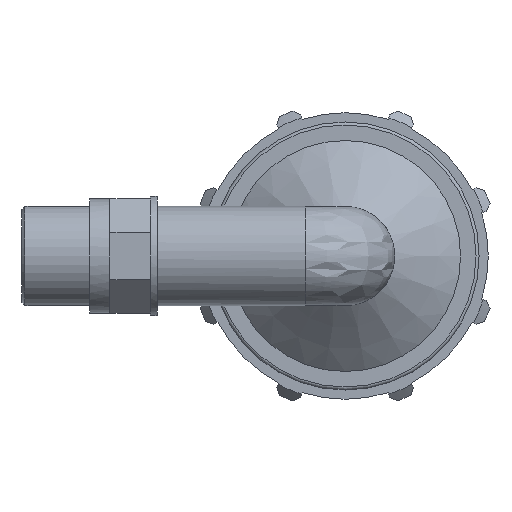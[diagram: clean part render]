
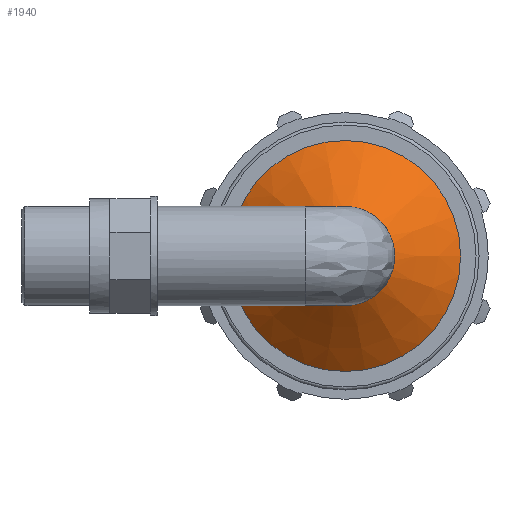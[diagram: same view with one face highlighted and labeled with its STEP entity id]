
A CAD part, left-side view. The second image highlights one B-rep face of the part: STEP entity #1940.
In plain terms, the highlighted conical face has half-angle 50 degrees and reference radius 21.985 mm.
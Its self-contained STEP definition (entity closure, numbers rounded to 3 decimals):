
#48=CONICAL_SURFACE('',#2097,21.985,50.);
#63=B_SPLINE_CURVE_WITH_KNOTS('',3,(#3011,#3012,#3013,#3014,#3015,#3016,
#3017,#3018,#3019,#3020,#3021,#3022,#3023,#3024),.UNSPECIFIED.,.F.,.F.,
(4,2,2,2,2,2,4),(5.068,5.299,5.531,5.763,
5.995,6.227,6.459),.UNSPECIFIED.);
#66=FACE_BOUND('',#298,.T.);
#170=FACE_OUTER_BOUND('',#297,.T.);
#297=EDGE_LOOP('',(#1404));
#298=EDGE_LOOP('',(#1405,#1406));
#731=CIRCLE('',#2087,13.221);
#737=CIRCLE('',#2098,30.75);
#847=VERTEX_POINT('',#2997);
#848=VERTEX_POINT('',#2998);
#854=VERTEX_POINT('',#3056);
#1066=EDGE_CURVE('',#847,#848,#731,.T.);
#1072=EDGE_CURVE('',#847,#848,#63,.T.);
#1075=EDGE_CURVE('',#854,#854,#737,.T.);
#1404=ORIENTED_EDGE('',*,*,#1075,.F.);
#1405=ORIENTED_EDGE('',*,*,#1072,.F.);
#1406=ORIENTED_EDGE('',*,*,#1066,.T.);
#1940=ADVANCED_FACE('',(#170,#66),#48,.T.);
#2087=AXIS2_PLACEMENT_3D('',#2999,#2417,#2418);
#2097=AXIS2_PLACEMENT_3D('',#3055,#2437,#2438);
#2098=AXIS2_PLACEMENT_3D('',#3057,#2439,#2440);
#2417=DIRECTION('center_axis',(1.,0.,0.));
#2418=DIRECTION('ref_axis',(0.,0.,-1.));
#2437=DIRECTION('center_axis',(1.,0.,0.));
#2438=DIRECTION('ref_axis',(0.,1.,0.));
#2439=DIRECTION('center_axis',(1.,0.,0.));
#2440=DIRECTION('ref_axis',(0.,0.,-1.));
#2997=CARTESIAN_POINT('',(11.744,11.744,6.071));
#2998=CARTESIAN_POINT('',(11.744,11.744,-6.071));
#2999=CARTESIAN_POINT('Origin',(11.744,0.,0.));
#3011=CARTESIAN_POINT('Ctrl Pts',(11.744,11.744,6.071));
#3012=CARTESIAN_POINT('Ctrl Pts',(12.006,12.358,5.564));
#3013=CARTESIAN_POINT('Ctrl Pts',(12.255,12.913,4.998));
#3014=CARTESIAN_POINT('Ctrl Pts',(12.672,13.824,3.821));
#3015=CARTESIAN_POINT('Ctrl Pts',(12.871,14.249,3.116));
#3016=CARTESIAN_POINT('Ctrl Pts',(13.147,14.828,1.592));
#3017=CARTESIAN_POINT('Ctrl Pts',(13.221,14.98,0.773));
#3018=CARTESIAN_POINT('Ctrl Pts',(13.221,14.98,-0.773));
#3019=CARTESIAN_POINT('Ctrl Pts',(13.147,14.828,-1.592));
#3020=CARTESIAN_POINT('Ctrl Pts',(12.871,14.249,-3.116));
#3021=CARTESIAN_POINT('Ctrl Pts',(12.672,13.824,-3.821));
#3022=CARTESIAN_POINT('Ctrl Pts',(12.255,12.913,-4.998));
#3023=CARTESIAN_POINT('Ctrl Pts',(12.006,12.358,-5.564));
#3024=CARTESIAN_POINT('Ctrl Pts',(11.744,11.744,-6.071));
#3055=CARTESIAN_POINT('Origin',(19.099,0.,0.));
#3056=CARTESIAN_POINT('',(26.453,30.75,0.));
#3057=CARTESIAN_POINT('Origin',(26.453,0.,0.));
